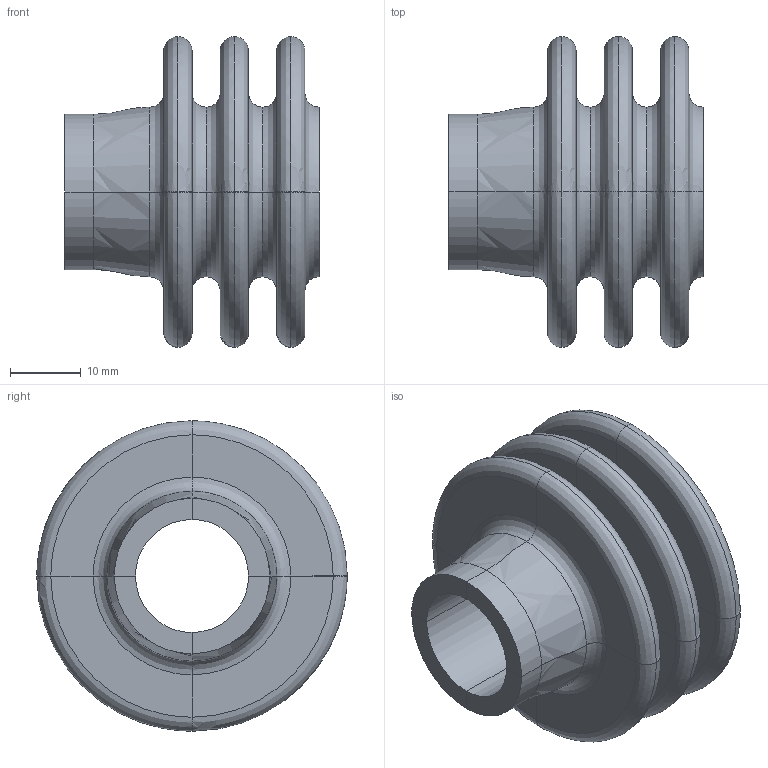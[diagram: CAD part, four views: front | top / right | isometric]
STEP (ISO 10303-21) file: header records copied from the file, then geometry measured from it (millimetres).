
FILE_DESCRIPTION( ( 'STEP AP203' ), '1' );
FILE_NAME( 'flange20.step', ' ', ( ' ' ), ( ' ' ), 'PSStep 22.0.50', ' ', ' ' );
FILE_SCHEMA( ( 'CONFIG_CONTROL_DESIGN' ) );
Length unit declared in the file: metre
Products named in the file (26): 1; 2; 3; 4; 5; 6; 7; 8; 9; 10; 11; 12; 13; 14; 15; 16; 17; 18; 19; 20; 21; 22; 23; 24; 25; 26
Bounding box: 36 x 44 x 44 mm (x, y, z)
Volume: 20990 mm3; surface area: 22251.1 mm2
Topology: 26 solids, 26 shells, 276 faces, 560 edges, 336 vertices
Faces by surface type: bspline 276
Entity records: 7371 total; most frequent: CARTESIAN_POINT 3510, ORIENTED_EDGE 1120, EDGE_CURVE 560, VERTEX_POINT 336, ADVANCED_FACE 276, FACE_OUTER_BOUND 276, EDGE_LOOP 276, B_SPLINE_CURVE_WITH_KNOTS 264
